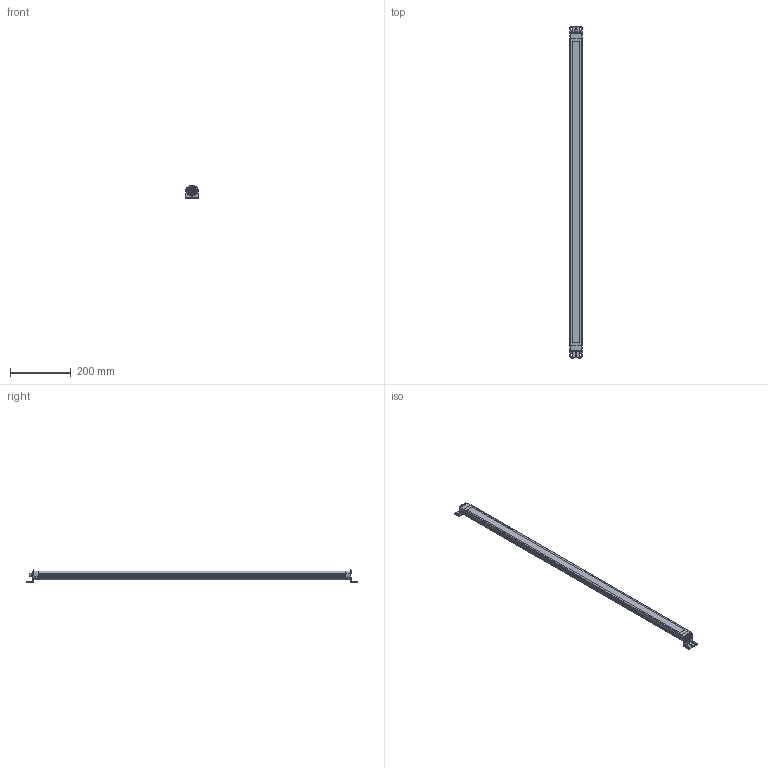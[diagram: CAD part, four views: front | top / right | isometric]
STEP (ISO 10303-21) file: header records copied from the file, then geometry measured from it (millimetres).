
FILE_DESCRIPTION(('CATIA V5 STEP Exchange','CAx-IF Rec.Pracs.--- Model Styling and Organization---1.4--- 2014-01-23'),'2;1');
FILE_NAME ('1483026-1_0_2899500000_2899500000.stp','2022-11-07T08:09:43+00:00',('none'),('Weidmueller'),'CATIA Version 5-6 Release 2016 SP3 HF44','CATIA V5 STEP AP214','none');
FILE_SCHEMA(('AUTOMOTIVE_DESIGN { 1 0 10303 214 1 1 1 1 }'));
Length unit declared in the file: millimetre
Products named in the file (1): 2899500000
Bounding box: 40.01 x 1090 x 42 mm (x, y, z)
Volume: 932853.8 mm3; surface area: 238418.1 mm2
Topology: 10 solids, 10 shells, 1248 faces, 3565 edges, 2309 vertices
Faces by surface type: cylinder 539, plane 380, cone 220, bspline 55, torus 38, sphere 16
Entity records: 43843 total; most frequent: CARTESIAN_POINT 14051, ORIENTED_EDGE 7066, DIRECTION 4684, EDGE_CURVE 3533, AXIS2_PLACEMENT_3D 2368, VERTEX_POINT 2309, EDGE_LOOP 1334, ADVANCED_FACE 1248
